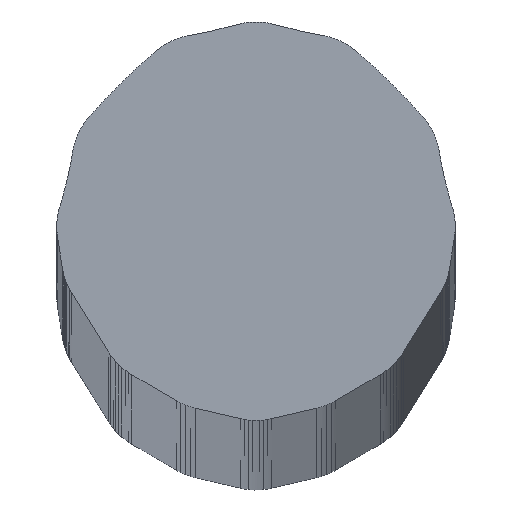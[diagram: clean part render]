
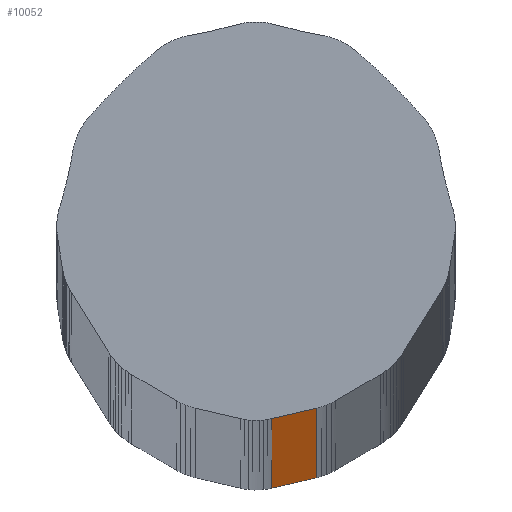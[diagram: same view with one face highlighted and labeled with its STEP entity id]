
A CAD part, top view. The second image highlights one B-rep face of the part: STEP entity #10052.
In plain terms, the highlighted planar face has unit normal (0.227, -0.974, 0).
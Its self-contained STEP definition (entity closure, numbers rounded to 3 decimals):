
#54 = ORIENTED_EDGE ( 'NONE', *, *, #5456, .T. ) ;
#304 = CARTESIAN_POINT ( 'NONE',  ( 1.171, -14.866, 0. ) ) ;
#1252 = LINE ( 'NONE', #10792, #7844 ) ;
#1388 = CARTESIAN_POINT ( 'NONE',  ( 4.567, -14.075, 0. ) ) ;
#1413 = VECTOR ( 'NONE', #8288, 1000. ) ;
#1840 = ORIENTED_EDGE ( 'NONE', *, *, #6555, .T. ) ;
#1909 = DIRECTION ( 'NONE',  ( 0.227, -0.974, 0. ) ) ;
#2380 = FACE_OUTER_BOUND ( 'NONE', #7773, .T. ) ;
#3060 = CARTESIAN_POINT ( 'NONE',  ( 4.567, -14.075, -3000. ) ) ;
#3331 = VECTOR ( 'NONE', #3657, 1000. ) ;
#3657 = DIRECTION ( 'NONE',  ( 0.974, 0.227, 0. ) ) ;
#3669 = CARTESIAN_POINT ( 'NONE',  ( 1.171, -14.866, -3000. ) ) ;
#4845 = DIRECTION ( 'NONE',  ( 0., 0., 1. ) ) ;
#5385 = VERTEX_POINT ( 'NONE', #304 ) ;
#5456 = EDGE_CURVE ( 'NONE', #7960, #9792, #1252, .T. ) ;
#5748 = EDGE_CURVE ( 'NONE', #5385, #9792, #5868, .T. ) ;
#5868 = LINE ( 'NONE', #7892, #3331 ) ;
#5977 = EDGE_CURVE ( 'NONE', #8701, #5385, #10501, .T. ) ;
#6294 = DIRECTION ( 'NONE',  ( 0.974, 0.227, 0. ) ) ;
#6428 = AXIS2_PLACEMENT_3D ( 'NONE', #9568, #1909, #7902 ) ;
#6510 = ORIENTED_EDGE ( 'NONE', *, *, #5748, .F. ) ;
#6555 = EDGE_CURVE ( 'NONE', #8701, #7960, #7136, .T. ) ;
#7136 = LINE ( 'NONE', #8944, #11116 ) ;
#7436 = CARTESIAN_POINT ( 'NONE',  ( 1.171, -14.866, -3000. ) ) ;
#7773 = EDGE_LOOP ( 'NONE', ( #6510, #11131, #1840, #54 ) ) ;
#7844 = VECTOR ( 'NONE', #4845, 1000. ) ;
#7892 = CARTESIAN_POINT ( 'NONE',  ( 3.343, -14.36, 0. ) ) ;
#7902 = DIRECTION ( 'NONE',  ( 0.974, 0.227, 0. ) ) ;
#7960 = VERTEX_POINT ( 'NONE', #3060 ) ;
#8288 = DIRECTION ( 'NONE',  ( 0., 0., 1. ) ) ;
#8701 = VERTEX_POINT ( 'NONE', #3669 ) ;
#8944 = CARTESIAN_POINT ( 'NONE',  ( 3.343, -14.36, -3000. ) ) ;
#9568 = CARTESIAN_POINT ( 'NONE',  ( 3.343, -14.36, -3000. ) ) ;
#9792 = VERTEX_POINT ( 'NONE', #1388 ) ;
#10052 = ADVANCED_FACE ( 'NONE', ( #2380 ), #10426, .T. ) ;
#10426 = PLANE ( 'NONE',  #6428 ) ;
#10501 = LINE ( 'NONE', #7436, #1413 ) ;
#10792 = CARTESIAN_POINT ( 'NONE',  ( 4.567, -14.075, -3000. ) ) ;
#11116 = VECTOR ( 'NONE', #6294, 1000. ) ;
#11131 = ORIENTED_EDGE ( 'NONE', *, *, #5977, .F. ) ;
